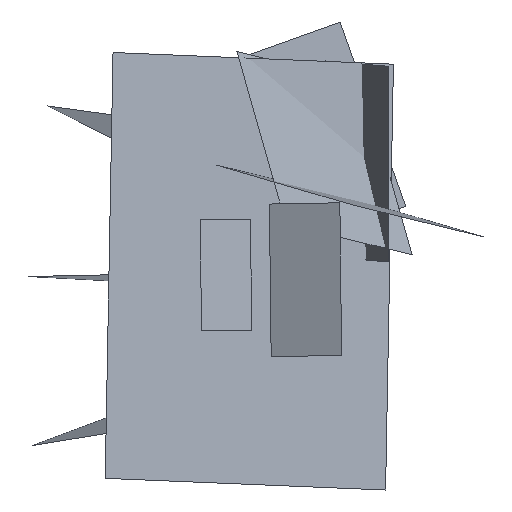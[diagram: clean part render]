
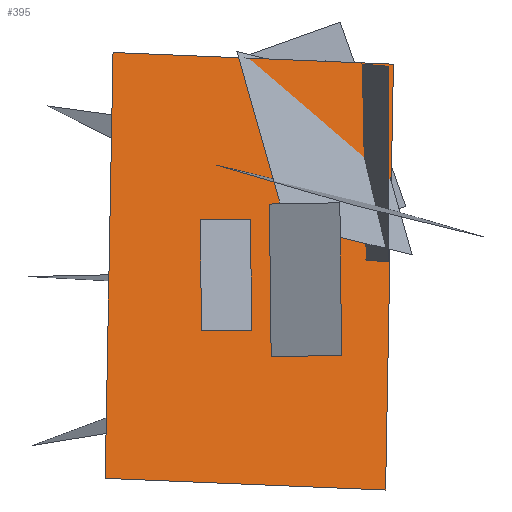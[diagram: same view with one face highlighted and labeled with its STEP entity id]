
A CAD part, left-side view. The second image highlights one B-rep face of the part: STEP entity #395.
In plain terms, the highlighted planar face has unit normal (-0.834, -0.552, 0.019).
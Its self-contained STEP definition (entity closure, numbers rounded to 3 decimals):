
#395 = ADVANCED_FACE('',(#396),#430,.T.);
#396 = FACE_BOUND('',#397,.F.);
#397 = EDGE_LOOP('',(#398,#408,#416,#424));
#398 = ORIENTED_EDGE('',*,*,#399,.T.);
#399 = EDGE_CURVE('',#400,#402,#404,.T.);
#400 = VERTEX_POINT('',#401);
#401 = CARTESIAN_POINT('',(341.594,144.763,
    3165.483));
#402 = VERTEX_POINT('',#403);
#403 = CARTESIAN_POINT('',(330.153,150.763,
    2839.261));
#404 = LINE('',#405,#406);
#405 = CARTESIAN_POINT('',(341.594,144.763,
    3165.483));
#406 = VECTOR('',#407,1.);
#407 = DIRECTION('',(-0.035,0.018,
    -0.999));
#408 = ORIENTED_EDGE('',*,*,#409,.T.);
#409 = EDGE_CURVE('',#402,#410,#412,.T.);
#410 = VERTEX_POINT('',#411);
#411 = CARTESIAN_POINT('',(188.036,365.577,
    2848.196));
#412 = LINE('',#413,#414);
#413 = CARTESIAN_POINT('',(330.153,150.763,
    2839.261));
#414 = VECTOR('',#415,1.);
#415 = DIRECTION('',(-0.551,0.834,0.035));
#416 = ORIENTED_EDGE('',*,*,#417,.T.);
#417 = EDGE_CURVE('',#410,#418,#420,.T.);
#418 = VERTEX_POINT('',#419);
#419 = CARTESIAN_POINT('',(199.478,359.577,
    3174.419));
#420 = LINE('',#421,#422);
#421 = CARTESIAN_POINT('',(188.036,365.577,
    2848.196));
#422 = VECTOR('',#423,1.);
#423 = DIRECTION('',(0.035,-0.018,
    0.999));
#424 = ORIENTED_EDGE('',*,*,#425,.T.);
#425 = EDGE_CURVE('',#418,#400,#426,.T.);
#426 = LINE('',#427,#428);
#427 = CARTESIAN_POINT('',(199.478,359.577,
    3174.419));
#428 = VECTOR('',#429,1.);
#429 = DIRECTION('',(0.551,-0.834,-0.035)
  );
#430 = PLANE('',#431);
#431 = AXIS2_PLACEMENT_3D('',#432,#433,#434);
#432 = CARTESIAN_POINT('',(365.056,0.,0.));
#433 = DIRECTION('',(-0.833,-0.552,0.019)
  );
#434 = DIRECTION('',(0.552,-0.834,0.));
